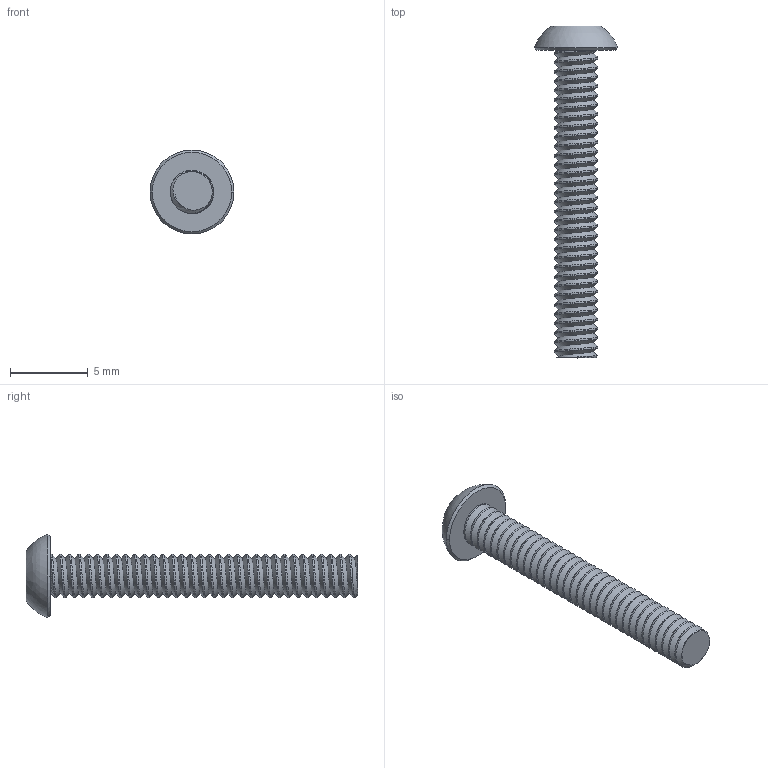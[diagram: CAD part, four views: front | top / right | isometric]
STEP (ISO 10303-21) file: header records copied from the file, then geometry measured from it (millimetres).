
FILE_DESCRIPTION (( 'STEP AP214' ), '1' );
FILE_NAME ('Bolt M3x20 White.STEP', '2022-02-11T12:51:42', ( '' ), ( '' ), 'SwSTEP 2.0', 'SolidWorks 2016', '' );
FILE_SCHEMA (( 'AUTOMOTIVE_DESIGN' ));
Length unit declared in the file: millimetre
Products named in the file (2): Bolt M3x20 White
Bounding box: 5.4 x 21.36 x 5.4 mm (x, y, z)
Volume: 123.5 mm3; surface area: 296.1 mm2
Topology: 1 solids, 1 shells, 84 faces, 238 edges, 159 vertices
Faces by surface type: cylinder 67, plane 10, cone 4, bspline 3
Entity records: 5517 total; most frequent: CARTESIAN_POINT 3701, ORIENTED_EDGE 476, DIRECTION 271, EDGE_CURVE 238, VERTEX_POINT 159, AXIS2_PLACEMENT_3D 92, LINE 87, EDGE_LOOP 87
